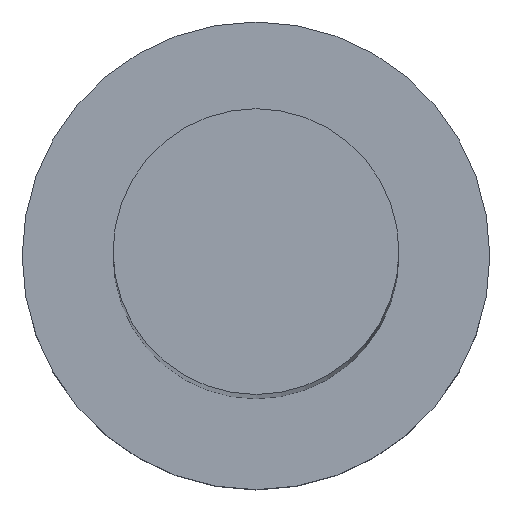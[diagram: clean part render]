
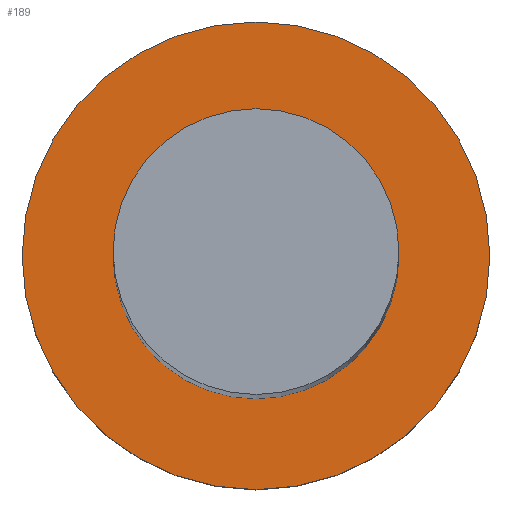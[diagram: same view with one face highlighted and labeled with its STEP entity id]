
A CAD part, top view. The second image highlights one B-rep face of the part: STEP entity #189.
In plain terms, the highlighted planar face has unit normal (0, 0, 1).
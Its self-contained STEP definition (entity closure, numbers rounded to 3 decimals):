
#1 = DIRECTION ( 'NONE',  ( 1., 0., 0. ) ) ;
#7 = EDGE_CURVE ( 'NONE', #91, #130, #127, .T. ) ;
#11 = DIRECTION ( 'NONE',  ( 1., 0., 0. ) ) ;
#24 = DIRECTION ( 'NONE',  ( 0., 0., 1. ) ) ;
#30 = AXIS2_PLACEMENT_3D ( 'NONE', #118, #24, #82 ) ;
#31 = DIRECTION ( 'NONE',  ( 0., 0., 1. ) ) ;
#38 = DIRECTION ( 'NONE',  ( 0., 0., 1. ) ) ;
#41 = EDGE_CURVE ( 'NONE', #130, #91, #129, .T. ) ;
#50 = FACE_BOUND ( 'NONE', #93, .T. ) ;
#53 = AXIS2_PLACEMENT_3D ( 'NONE', #137, #176, #1 ) ;
#55 = ORIENTED_EDGE ( 'NONE', *, *, #68, .T. ) ;
#66 = DIRECTION ( 'NONE',  ( 1., 0., 0. ) ) ;
#68 = EDGE_CURVE ( 'NONE', #111, #193, #71, .T. ) ;
#71 = CIRCLE ( 'NONE', #30, 9. ) ;
#72 = ORIENTED_EDGE ( 'NONE', *, *, #7, .F. ) ;
#74 = ORIENTED_EDGE ( 'NONE', *, *, #41, .F. ) ;
#82 = DIRECTION ( 'NONE',  ( 1., 0., 0. ) ) ;
#83 = EDGE_CURVE ( 'NONE', #193, #111, #163, .T. ) ;
#84 = CARTESIAN_POINT ( 'NONE',  ( -9., 0., 6.5 ) ) ;
#91 = VERTEX_POINT ( 'NONE', #99 ) ;
#93 = EDGE_LOOP ( 'NONE', ( #72, #74 ) ) ;
#95 = CARTESIAN_POINT ( 'NONE',  ( 0., 0., 6.5 ) ) ;
#99 = CARTESIAN_POINT ( 'NONE',  ( -5.5, 0., 6.5 ) ) ;
#102 = CARTESIAN_POINT ( 'NONE',  ( 5.5, 0., 6.5 ) ) ;
#111 = VERTEX_POINT ( 'NONE', #84 ) ;
#118 = CARTESIAN_POINT ( 'NONE',  ( 0., 0., 6.5 ) ) ;
#124 = AXIS2_PLACEMENT_3D ( 'NONE', #126, #31, #11 ) ;
#126 = CARTESIAN_POINT ( 'NONE',  ( 0., 0., 6.5 ) ) ;
#127 = CIRCLE ( 'NONE', #255, 5.5 ) ;
#129 = CIRCLE ( 'NONE', #234, 5.5 ) ;
#130 = VERTEX_POINT ( 'NONE', #102 ) ;
#137 = CARTESIAN_POINT ( 'NONE',  ( 0., 0., 6.5 ) ) ;
#153 = DIRECTION ( 'NONE',  ( 0., 0., 1. ) ) ;
#161 = CARTESIAN_POINT ( 'NONE',  ( 0., 0., 6.5 ) ) ;
#163 = CIRCLE ( 'NONE', #53, 9. ) ;
#176 = DIRECTION ( 'NONE',  ( 0., 0., 1. ) ) ;
#177 = EDGE_LOOP ( 'NONE', ( #55, #221 ) ) ;
#189 = ADVANCED_FACE ( 'NONE', ( #50, #211 ), #227, .T. ) ;
#193 = VERTEX_POINT ( 'NONE', #244 ) ;
#211 = FACE_OUTER_BOUND ( 'NONE', #177, .T. ) ;
#221 = ORIENTED_EDGE ( 'NONE', *, *, #83, .T. ) ;
#227 = PLANE ( 'NONE',  #124 ) ;
#234 = AXIS2_PLACEMENT_3D ( 'NONE', #95, #153, #236 ) ;
#236 = DIRECTION ( 'NONE',  ( 1., 0., 0. ) ) ;
#244 = CARTESIAN_POINT ( 'NONE',  ( 9., 0., 6.5 ) ) ;
#255 = AXIS2_PLACEMENT_3D ( 'NONE', #161, #38, #66 ) ;
